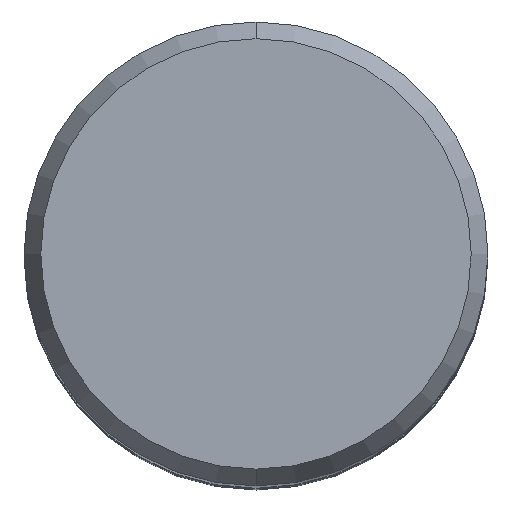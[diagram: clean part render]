
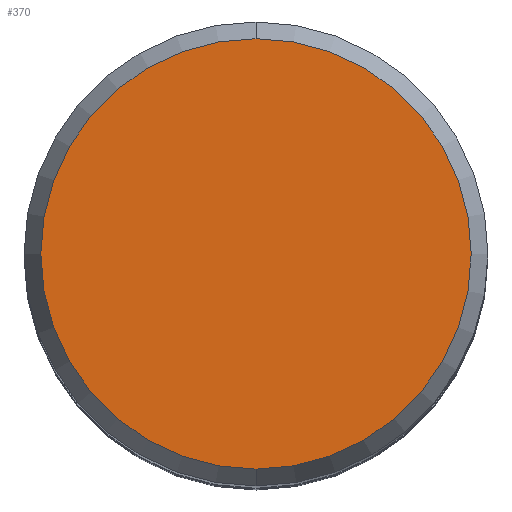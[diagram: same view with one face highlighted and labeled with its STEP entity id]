
A CAD part, top view. The second image highlights one B-rep face of the part: STEP entity #370.
In plain terms, the highlighted planar face has unit normal (0, 0, 1).
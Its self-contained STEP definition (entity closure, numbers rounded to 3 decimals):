
#196=EDGE_CURVE('',#214,#216,#525,.T.);
#214=VERTEX_POINT('',#546);
#216=VERTEX_POINT('',#548);
#370=ADVANCED_FACE('',(#716),#717,.T.);
#480=EDGE_CURVE('',#216,#214,#843,.T.);
#525=CIRCLE('',#884,8.837);
#546=CARTESIAN_POINT('',(0.0,8.837,0.));
#548=CARTESIAN_POINT('',(0.,-8.837,0.));
#716=FACE_OUTER_BOUND('',#1335,.T.);
#717=PLANE('',#1336);
#843=CIRCLE('',#1644,8.837);
#884=AXIS2_PLACEMENT_3D('',#1669,#1670,#1671);
#1335=EDGE_LOOP('',(#1876,#1877));
#1336=AXIS2_PLACEMENT_3D('',#1878,#1879,#1880);
#1644=AXIS2_PLACEMENT_3D('',#2033,#2034,#2035);
#1669=CARTESIAN_POINT('',(0.0,0.0,0.));
#1670=DIRECTION('',(0.0,0.0,-1.0));
#1671=DIRECTION('',(0.0,1.0,0.0));
#1876=ORIENTED_EDGE('',*,*,#196,.F.);
#1877=ORIENTED_EDGE('',*,*,#480,.F.);
#1878=CARTESIAN_POINT('',(0.0,4.419,0.));
#1879=DIRECTION('',(-0.0,0.0,1.0));
#1880=DIRECTION('',(0.0,-1.0,0.0));
#2033=CARTESIAN_POINT('',(0.0,0.0,0.));
#2034=DIRECTION('',(0.0,0.0,-1.0));
#2035=DIRECTION('',(0.0,1.0,0.0));
